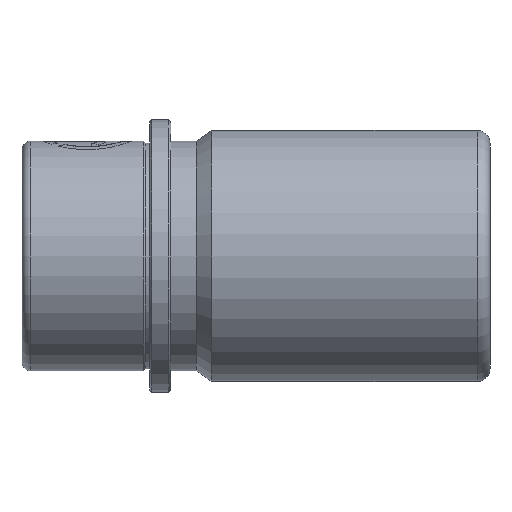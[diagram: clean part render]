
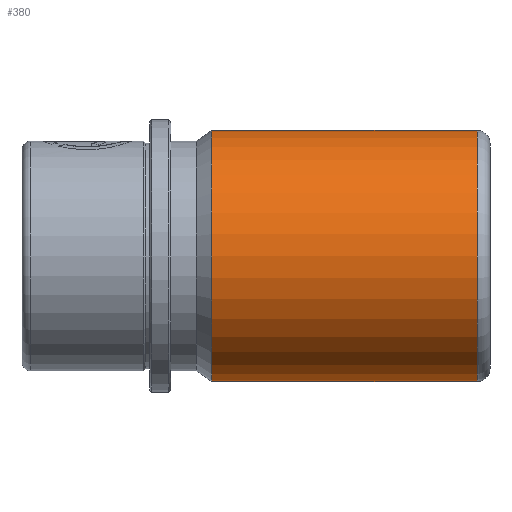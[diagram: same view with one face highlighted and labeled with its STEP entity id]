
A CAD part, left-side view. The second image highlights one B-rep face of the part: STEP entity #380.
In plain terms, the highlighted cylindrical face has radius 29.5 mm (diameter 59 mm), a partial arc.
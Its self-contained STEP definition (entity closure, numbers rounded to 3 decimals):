
#47 = AXIS2_PLACEMENT_3D ( 'NONE', #713, #2123, #752 ) ;
#140 = CARTESIAN_POINT ( 'NONE',  ( 0., -65.308, 29.5 ) ) ;
#260 = DIRECTION ( 'NONE',  ( 0., 0., -1. ) ) ;
#380 = ADVANCED_FACE ( 'NONE', ( #2964 ), #2844, .T. ) ;
#383 = AXIS2_PLACEMENT_3D ( 'NONE', #494, #2954, #260 ) ;
#477 = VERTEX_POINT ( 'NONE', #2617 ) ;
#494 = CARTESIAN_POINT ( 'NONE',  ( 0., -2.878, 0. ) ) ;
#500 = ORIENTED_EDGE ( 'NONE', *, *, #1796, .F. ) ;
#606 = VECTOR ( 'NONE', #1671, 1000. ) ;
#609 = DIRECTION ( 'NONE',  ( 0., 0., -1. ) ) ;
#713 = CARTESIAN_POINT ( 'NONE',  ( 0., 0., 0. ) ) ;
#752 = DIRECTION ( 'NONE',  ( 0., 0., -1. ) ) ;
#755 = LINE ( 'NONE', #816, #1978 ) ;
#816 = CARTESIAN_POINT ( 'NONE',  ( 0., 0., 29.5 ) ) ;
#866 = ORIENTED_EDGE ( 'NONE', *, *, #2967, .T. ) ;
#914 = EDGE_CURVE ( 'NONE', #1078, #1844, #2762, .T. ) ;
#1078 = VERTEX_POINT ( 'NONE', #2051 ) ;
#1209 = CIRCLE ( 'NONE', #2881, 29.5 ) ;
#1352 = LINE ( 'NONE', #2867, #606 ) ;
#1605 = EDGE_CURVE ( 'NONE', #2871, #477, #1209, .T. ) ;
#1671 = DIRECTION ( 'NONE',  ( 0., -1., 0. ) ) ;
#1796 = EDGE_CURVE ( 'NONE', #1078, #2871, #755, .T. ) ;
#1844 = VERTEX_POINT ( 'NONE', #2036 ) ;
#1978 = VECTOR ( 'NONE', #1985, 1000. ) ;
#1985 = DIRECTION ( 'NONE',  ( 0., -1., 0. ) ) ;
#2001 = ORIENTED_EDGE ( 'NONE', *, *, #914, .T. ) ;
#2036 = CARTESIAN_POINT ( 'NONE',  ( 0., -2.878, -29.5 ) ) ;
#2051 = CARTESIAN_POINT ( 'NONE',  ( 0., -2.878, 29.5 ) ) ;
#2060 = DIRECTION ( 'NONE',  ( 0., -1., 0. ) ) ;
#2123 = DIRECTION ( 'NONE',  ( 0., -1., 0. ) ) ;
#2207 = ORIENTED_EDGE ( 'NONE', *, *, #1605, .F. ) ;
#2499 = CARTESIAN_POINT ( 'NONE',  ( 0., -65.308, 0. ) ) ;
#2578 = EDGE_LOOP ( 'NONE', ( #500, #2001, #866, #2207 ) ) ;
#2617 = CARTESIAN_POINT ( 'NONE',  ( 0., -65.308, -29.5 ) ) ;
#2762 = CIRCLE ( 'NONE', #383, 29.5 ) ;
#2844 = CYLINDRICAL_SURFACE ( 'NONE', #47, 29.5 ) ;
#2867 = CARTESIAN_POINT ( 'NONE',  ( 0., 0., -29.5 ) ) ;
#2871 = VERTEX_POINT ( 'NONE', #140 ) ;
#2881 = AXIS2_PLACEMENT_3D ( 'NONE', #2499, #2060, #609 ) ;
#2954 = DIRECTION ( 'NONE',  ( 0., -1., 0. ) ) ;
#2964 = FACE_OUTER_BOUND ( 'NONE', #2578, .T. ) ;
#2967 = EDGE_CURVE ( 'NONE', #1844, #477, #1352, .T. ) ;
